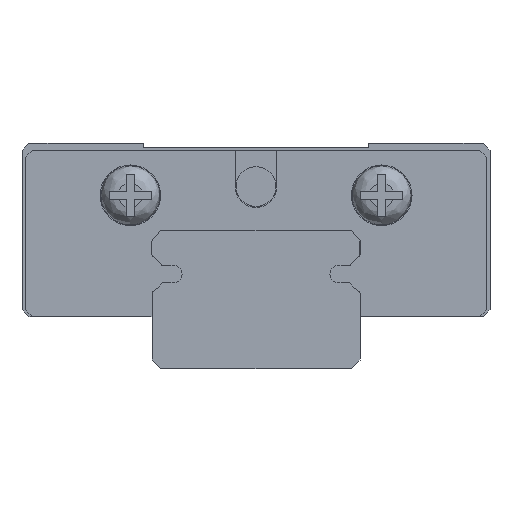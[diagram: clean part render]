
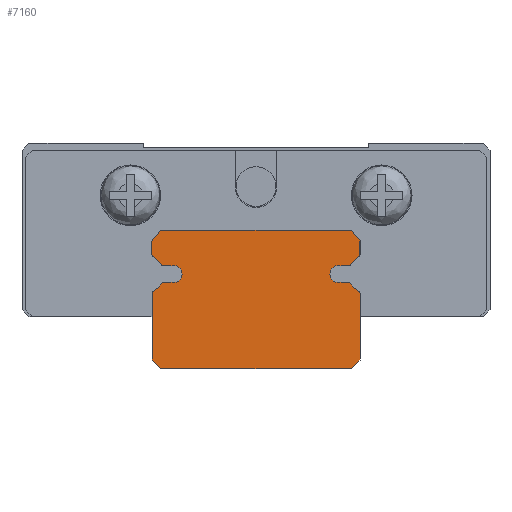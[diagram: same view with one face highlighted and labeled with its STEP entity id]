
A CAD part, front view. The second image highlights one B-rep face of the part: STEP entity #7160.
In plain terms, the highlighted planar face has unit normal (0, -1, 0).
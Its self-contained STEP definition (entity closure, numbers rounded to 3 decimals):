
#436=PLANE('',#7842);
#931=FACE_OUTER_BOUND('',#1360,.T.);
#1360=EDGE_LOOP('',(#6603,#6604,#6605,#6606,#6607,#6608,#6609,#6610,#6611,
#6612,#6613,#6614,#6615,#6616,#6617,#6618,#6619,#6620,#6621,#6622,#6623,
#6624,#6625,#6626,#6627,#6628,#6629,#6630));
#1961=LINE('',#11933,#2616);
#2008=LINE('',#12229,#2663);
#2009=LINE('',#12231,#2664);
#2010=LINE('',#12233,#2665);
#2011=LINE('',#12241,#2666);
#2012=LINE('',#12245,#2667);
#2013=LINE('',#12253,#2668);
#2014=LINE('',#12254,#2669);
#2015=LINE('',#12256,#2670);
#2016=LINE('',#12258,#2671);
#2017=LINE('',#12266,#2672);
#2018=LINE('',#12270,#2673);
#2019=LINE('',#12278,#2674);
#2020=LINE('',#12279,#2675);
#2616=VECTOR('',#9418,10.);
#2663=VECTOR('',#9775,10.);
#2664=VECTOR('',#9776,10.);
#2665=VECTOR('',#9777,10.);
#2666=VECTOR('',#9784,10.);
#2667=VECTOR('',#9787,10.);
#2668=VECTOR('',#9794,10.);
#2669=VECTOR('',#9795,10.);
#2670=VECTOR('',#9796,10.);
#2671=VECTOR('',#9797,10.);
#2672=VECTOR('',#9804,10.);
#2673=VECTOR('',#9807,10.);
#2674=VECTOR('',#9814,10.);
#2675=VECTOR('',#9815,10.);
#3000=CIRCLE('',#7843,0.16);
#3001=CIRCLE('',#7844,1.14);
#3002=CIRCLE('',#7845,0.16);
#3003=CIRCLE('',#7846,0.5);
#3004=CIRCLE('',#7847,0.16);
#3005=CIRCLE('',#7848,1.14);
#3006=CIRCLE('',#7849,0.16);
#3007=CIRCLE('',#7850,0.16);
#3008=CIRCLE('',#7851,1.14);
#3009=CIRCLE('',#7852,0.16);
#3010=CIRCLE('',#7853,0.5);
#3011=CIRCLE('',#7854,0.16);
#3012=CIRCLE('',#7855,1.14);
#3013=CIRCLE('',#7856,0.16);
#3563=VERTEX_POINT('',#11926);
#3566=VERTEX_POINT('',#11931);
#3659=VERTEX_POINT('',#12227);
#3660=VERTEX_POINT('',#12228);
#3661=VERTEX_POINT('',#12230);
#3662=VERTEX_POINT('',#12232);
#3663=VERTEX_POINT('',#12234);
#3664=VERTEX_POINT('',#12236);
#3665=VERTEX_POINT('',#12238);
#3666=VERTEX_POINT('',#12240);
#3667=VERTEX_POINT('',#12242);
#3668=VERTEX_POINT('',#12244);
#3669=VERTEX_POINT('',#12246);
#3670=VERTEX_POINT('',#12248);
#3671=VERTEX_POINT('',#12250);
#3672=VERTEX_POINT('',#12252);
#3673=VERTEX_POINT('',#12255);
#3674=VERTEX_POINT('',#12257);
#3675=VERTEX_POINT('',#12259);
#3676=VERTEX_POINT('',#12261);
#3677=VERTEX_POINT('',#12263);
#3678=VERTEX_POINT('',#12265);
#3679=VERTEX_POINT('',#12267);
#3680=VERTEX_POINT('',#12269);
#3681=VERTEX_POINT('',#12271);
#3682=VERTEX_POINT('',#12273);
#3683=VERTEX_POINT('',#12275);
#3684=VERTEX_POINT('',#12277);
#4516=EDGE_CURVE('',#3563,#3566,#1961,.T.);
#4655=EDGE_CURVE('',#3659,#3660,#2008,.T.);
#4656=EDGE_CURVE('',#3660,#3661,#2009,.T.);
#4657=EDGE_CURVE('',#3661,#3662,#2010,.T.);
#4658=EDGE_CURVE('',#3662,#3663,#3000,.T.);
#4659=EDGE_CURVE('',#3663,#3664,#3001,.T.);
#4660=EDGE_CURVE('',#3664,#3665,#3002,.T.);
#4661=EDGE_CURVE('',#3665,#3666,#2011,.T.);
#4662=EDGE_CURVE('',#3666,#3667,#3003,.T.);
#4663=EDGE_CURVE('',#3667,#3668,#2012,.T.);
#4664=EDGE_CURVE('',#3668,#3669,#3004,.T.);
#4665=EDGE_CURVE('',#3669,#3670,#3005,.T.);
#4666=EDGE_CURVE('',#3670,#3671,#3006,.T.);
#4667=EDGE_CURVE('',#3671,#3672,#2013,.T.);
#4668=EDGE_CURVE('',#3672,#3563,#2014,.T.);
#4669=EDGE_CURVE('',#3566,#3673,#2015,.T.);
#4670=EDGE_CURVE('',#3673,#3674,#2016,.T.);
#4671=EDGE_CURVE('',#3674,#3675,#3007,.T.);
#4672=EDGE_CURVE('',#3675,#3676,#3008,.T.);
#4673=EDGE_CURVE('',#3676,#3677,#3009,.T.);
#4674=EDGE_CURVE('',#3677,#3678,#2017,.T.);
#4675=EDGE_CURVE('',#3678,#3679,#3010,.T.);
#4676=EDGE_CURVE('',#3679,#3680,#2018,.T.);
#4677=EDGE_CURVE('',#3680,#3681,#3011,.T.);
#4678=EDGE_CURVE('',#3681,#3682,#3012,.T.);
#4679=EDGE_CURVE('',#3682,#3683,#3013,.T.);
#4680=EDGE_CURVE('',#3683,#3684,#2019,.T.);
#4681=EDGE_CURVE('',#3684,#3659,#2020,.T.);
#6603=ORIENTED_EDGE('',*,*,#4655,.T.);
#6604=ORIENTED_EDGE('',*,*,#4656,.T.);
#6605=ORIENTED_EDGE('',*,*,#4657,.T.);
#6606=ORIENTED_EDGE('',*,*,#4658,.T.);
#6607=ORIENTED_EDGE('',*,*,#4659,.T.);
#6608=ORIENTED_EDGE('',*,*,#4660,.T.);
#6609=ORIENTED_EDGE('',*,*,#4661,.T.);
#6610=ORIENTED_EDGE('',*,*,#4662,.T.);
#6611=ORIENTED_EDGE('',*,*,#4663,.T.);
#6612=ORIENTED_EDGE('',*,*,#4664,.T.);
#6613=ORIENTED_EDGE('',*,*,#4665,.T.);
#6614=ORIENTED_EDGE('',*,*,#4666,.T.);
#6615=ORIENTED_EDGE('',*,*,#4667,.T.);
#6616=ORIENTED_EDGE('',*,*,#4668,.T.);
#6617=ORIENTED_EDGE('',*,*,#4516,.T.);
#6618=ORIENTED_EDGE('',*,*,#4669,.T.);
#6619=ORIENTED_EDGE('',*,*,#4670,.T.);
#6620=ORIENTED_EDGE('',*,*,#4671,.T.);
#6621=ORIENTED_EDGE('',*,*,#4672,.T.);
#6622=ORIENTED_EDGE('',*,*,#4673,.T.);
#6623=ORIENTED_EDGE('',*,*,#4674,.T.);
#6624=ORIENTED_EDGE('',*,*,#4675,.T.);
#6625=ORIENTED_EDGE('',*,*,#4676,.T.);
#6626=ORIENTED_EDGE('',*,*,#4677,.T.);
#6627=ORIENTED_EDGE('',*,*,#4678,.T.);
#6628=ORIENTED_EDGE('',*,*,#4679,.T.);
#6629=ORIENTED_EDGE('',*,*,#4680,.T.);
#6630=ORIENTED_EDGE('',*,*,#4681,.T.);
#7160=ADVANCED_FACE('',(#931),#436,.F.);
#7842=AXIS2_PLACEMENT_3D('',#12226,#9773,#9774);
#7843=AXIS2_PLACEMENT_3D('',#12235,#9778,#9779);
#7844=AXIS2_PLACEMENT_3D('',#12237,#9780,#9781);
#7845=AXIS2_PLACEMENT_3D('',#12239,#9782,#9783);
#7846=AXIS2_PLACEMENT_3D('',#12243,#9785,#9786);
#7847=AXIS2_PLACEMENT_3D('',#12247,#9788,#9789);
#7848=AXIS2_PLACEMENT_3D('',#12249,#9790,#9791);
#7849=AXIS2_PLACEMENT_3D('',#12251,#9792,#9793);
#7850=AXIS2_PLACEMENT_3D('',#12260,#9798,#9799);
#7851=AXIS2_PLACEMENT_3D('',#12262,#9800,#9801);
#7852=AXIS2_PLACEMENT_3D('',#12264,#9802,#9803);
#7853=AXIS2_PLACEMENT_3D('',#12268,#9805,#9806);
#7854=AXIS2_PLACEMENT_3D('',#12272,#9808,#9809);
#7855=AXIS2_PLACEMENT_3D('',#12274,#9810,#9811);
#7856=AXIS2_PLACEMENT_3D('',#12276,#9812,#9813);
#9418=DIRECTION('',(-1.,0.,0.));
#9773=DIRECTION('center_axis',(0.,1.,0.));
#9774=DIRECTION('ref_axis',(1.,0.,0.));
#9775=DIRECTION('',(1.,0.,0.));
#9776=DIRECTION('',(0.707,0.,0.707));
#9777=DIRECTION('',(0.,0.,1.));
#9778=DIRECTION('center_axis',(0.,-1.,0.));
#9779=DIRECTION('ref_axis',(0.489,0.,0.872));
#9780=DIRECTION('center_axis',(0.,1.,0.));
#9781=DIRECTION('ref_axis',(-0.489,0.,-0.872));
#9782=DIRECTION('center_axis',(0.,-1.,0.));
#9783=DIRECTION('ref_axis',(0.,0.,1.));
#9784=DIRECTION('',(-1.,0.,0.));
#9785=DIRECTION('center_axis',(0.,1.,0.));
#9786=DIRECTION('ref_axis',(0.31,0.,-0.951));
#9787=DIRECTION('',(1.,0.,0.));
#9788=DIRECTION('center_axis',(0.,-1.,0.));
#9789=DIRECTION('ref_axis',(0.872,0.,-0.489));
#9790=DIRECTION('center_axis',(0.,1.,0.));
#9791=DIRECTION('ref_axis',(-0.872,0.,0.489));
#9792=DIRECTION('center_axis',(0.,-1.,0.));
#9793=DIRECTION('ref_axis',(1.,0.,0.));
#9794=DIRECTION('',(0.,0.,1.));
#9795=DIRECTION('',(-0.648,0.,0.762));
#9796=DIRECTION('',(-0.648,0.,-0.762));
#9797=DIRECTION('',(0.,0.,-1.));
#9798=DIRECTION('center_axis',(0.,-1.,0.));
#9799=DIRECTION('ref_axis',(-0.489,0.,-0.872));
#9800=DIRECTION('center_axis',(0.,1.,0.));
#9801=DIRECTION('ref_axis',(0.489,0.,0.872));
#9802=DIRECTION('center_axis',(0.,-1.,0.));
#9803=DIRECTION('ref_axis',(0.,0.,-1.));
#9804=DIRECTION('',(1.,0.,0.));
#9805=DIRECTION('center_axis',(0.,1.,0.));
#9806=DIRECTION('ref_axis',(-0.31,0.,0.951));
#9807=DIRECTION('',(-1.,0.,0.));
#9808=DIRECTION('center_axis',(0.,-1.,0.));
#9809=DIRECTION('ref_axis',(-0.872,0.,0.489));
#9810=DIRECTION('center_axis',(0.,1.,0.));
#9811=DIRECTION('ref_axis',(0.872,0.,-0.489));
#9812=DIRECTION('center_axis',(0.,-1.,0.));
#9813=DIRECTION('ref_axis',(-1.,0.,0.));
#9814=DIRECTION('',(0.,0.,-1.));
#9815=DIRECTION('',(0.707,0.,-0.707));
#11926=CARTESIAN_POINT('',(5.5,-200.,8.));
#11931=CARTESIAN_POINT('',(-5.5,-200.,8.));
#11933=CARTESIAN_POINT('',(5.5,-200.,8.));
#12226=CARTESIAN_POINT('Origin',(0.,-200.,4.));
#12227=CARTESIAN_POINT('',(-5.5,-200.,0.));
#12228=CARTESIAN_POINT('',(5.5,-200.,0.));
#12229=CARTESIAN_POINT('',(5.5,-200.,0.));
#12230=CARTESIAN_POINT('',(6.,-200.,0.5));
#12231=CARTESIAN_POINT('',(5.5,-200.,0.));
#12232=CARTESIAN_POINT('',(6.,-200.,4.322));
#12233=CARTESIAN_POINT('',(6.,-200.,0.5));
#12234=CARTESIAN_POINT('',(5.918,-200.,4.461));
#12235=CARTESIAN_POINT('Origin',(5.84,-200.,4.322));
#12236=CARTESIAN_POINT('',(5.481,-200.,4.899));
#12237=CARTESIAN_POINT('Origin',(6.475,-200.,5.456));
#12238=CARTESIAN_POINT('',(5.341,-200.,4.981));
#12239=CARTESIAN_POINT('Origin',(5.341,-200.,4.821));
#12240=CARTESIAN_POINT('',(4.919,-200.,4.981));
#12241=CARTESIAN_POINT('',(5.341,-200.,4.981));
#12242=CARTESIAN_POINT('',(4.919,-200.,5.931));
#12243=CARTESIAN_POINT('Origin',(4.764,-200.,5.456));
#12244=CARTESIAN_POINT('',(5.341,-200.,5.931));
#12245=CARTESIAN_POINT('',(5.341,-200.,5.931));
#12246=CARTESIAN_POINT('',(5.481,-200.,6.013));
#12247=CARTESIAN_POINT('Origin',(5.341,-200.,6.091));
#12248=CARTESIAN_POINT('',(5.918,-200.,6.451));
#12249=CARTESIAN_POINT('Origin',(6.475,-200.,5.456));
#12250=CARTESIAN_POINT('',(6.,-200.,6.59));
#12251=CARTESIAN_POINT('Origin',(5.84,-200.,6.59));
#12252=CARTESIAN_POINT('',(6.,-200.,7.412));
#12253=CARTESIAN_POINT('',(6.,-200.,6.59));
#12254=CARTESIAN_POINT('',(6.,-200.,7.412));
#12255=CARTESIAN_POINT('',(-6.,-200.,7.412));
#12256=CARTESIAN_POINT('',(-6.,-200.,7.412));
#12257=CARTESIAN_POINT('',(-6.,-200.,6.59));
#12258=CARTESIAN_POINT('',(-6.,-200.,6.59));
#12259=CARTESIAN_POINT('',(-5.918,-200.,6.451));
#12260=CARTESIAN_POINT('Origin',(-5.84,-200.,6.59));
#12261=CARTESIAN_POINT('',(-5.481,-200.,6.013));
#12262=CARTESIAN_POINT('Origin',(-6.475,-200.,5.456));
#12263=CARTESIAN_POINT('',(-5.341,-200.,5.931));
#12264=CARTESIAN_POINT('Origin',(-5.341,-200.,6.091));
#12265=CARTESIAN_POINT('',(-4.919,-200.,5.931));
#12266=CARTESIAN_POINT('',(-4.919,-200.,5.931));
#12267=CARTESIAN_POINT('',(-4.919,-200.,4.981));
#12268=CARTESIAN_POINT('Origin',(-4.764,-200.,5.456));
#12269=CARTESIAN_POINT('',(-5.341,-200.,4.981));
#12270=CARTESIAN_POINT('',(-4.919,-200.,4.981));
#12271=CARTESIAN_POINT('',(-5.481,-200.,4.899));
#12272=CARTESIAN_POINT('Origin',(-5.341,-200.,4.821));
#12273=CARTESIAN_POINT('',(-5.918,-200.,4.461));
#12274=CARTESIAN_POINT('Origin',(-6.475,-200.,5.456));
#12275=CARTESIAN_POINT('',(-6.,-200.,4.322));
#12276=CARTESIAN_POINT('Origin',(-5.84,-200.,4.322));
#12277=CARTESIAN_POINT('',(-6.,-200.,0.5));
#12278=CARTESIAN_POINT('',(-6.,-200.,0.5));
#12279=CARTESIAN_POINT('',(-5.5,-200.,0.));
